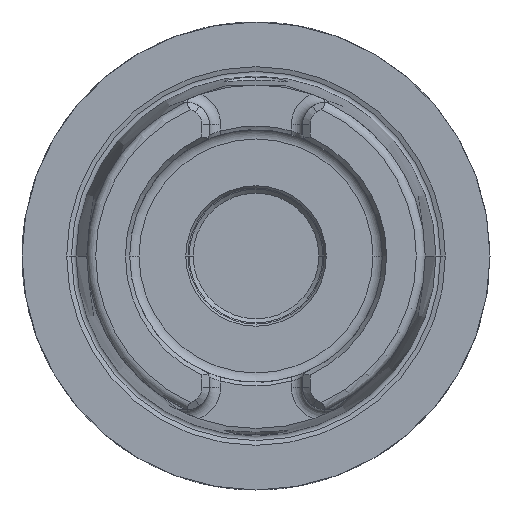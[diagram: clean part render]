
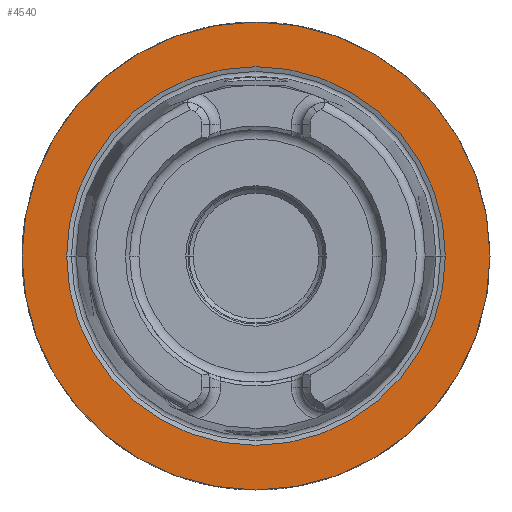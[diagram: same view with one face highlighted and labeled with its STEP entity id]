
A CAD part, left-side view. The second image highlights one B-rep face of the part: STEP entity #4540.
In plain terms, the highlighted planar face has unit normal (-1, 0, 0).
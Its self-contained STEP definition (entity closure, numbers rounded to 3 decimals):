
#1068=CARTESIAN_POINT('',(0.,0.,0.));
#1069=DIRECTION('',(1.,0.,0.));
#1070=DIRECTION('',(0.,1.,0.));
#1071=AXIS2_PLACEMENT_3D('',#1068,#1069,#1070);
#1073=CARTESIAN_POINT('',(0.,0.,0.));
#1074=DIRECTION('',(-1.,0.,0.));
#1075=DIRECTION('',(0.,1.,0.));
#1076=AXIS2_PLACEMENT_3D('',#1073,#1074,#1075);
#1078=CARTESIAN_POINT('',(0.,0.,0.));
#1079=DIRECTION('',(-1.,0.,0.));
#1080=DIRECTION('',(0.,-1.,0.));
#1081=AXIS2_PLACEMENT_3D('',#1078,#1079,#1080);
#1083=CARTESIAN_POINT('',(0.,0.,0.));
#1084=DIRECTION('',(-1.,0.,0.));
#1085=DIRECTION('',(0.,1.,0.));
#1086=AXIS2_PLACEMENT_3D('',#1083,#1084,#1085);
#2789=CARTESIAN_POINT('',(0.,31.5,0.));
#2790=CARTESIAN_POINT('',(0.,-31.5,0.));
#2791=VERTEX_POINT('',#2789);
#2792=VERTEX_POINT('',#2790);
#2817=CARTESIAN_POINT('',(0.,-25.49,0.));
#2818=VERTEX_POINT('',#2817);
#2819=CARTESIAN_POINT('',(0.,25.49,0.));
#2820=VERTEX_POINT('',#2819);
#4525=CARTESIAN_POINT('',(0.,0.,0.));
#4526=DIRECTION('',(1.,0.,0.));
#4527=DIRECTION('',(0.,-1.,0.));
#4528=AXIS2_PLACEMENT_3D('',#4525,#4526,#4527);
#4529=PLANE('',#4528);
#4531=ORIENTED_EDGE('',*,*,#4530,.T.);
#4533=ORIENTED_EDGE('',*,*,#4532,.F.);
#4534=EDGE_LOOP('',(#4531,#4533));
#4535=FACE_OUTER_BOUND('',#4534,.F.);
#4536=ORIENTED_EDGE('',*,*,#4520,.T.);
#4537=ORIENTED_EDGE('',*,*,#4504,.T.);
#4538=EDGE_LOOP('',(#4536,#4537));
#4539=FACE_BOUND('',#4538,.F.);
#4540=ADVANCED_FACE('',(#4535,#4539),#4529,.F.);
#1072=CIRCLE('',#1071,31.5);
#1077=CIRCLE('',#1076,31.5);
#1082=CIRCLE('',#1081,25.49);
#1087=CIRCLE('',#1086,25.49);
#4504=EDGE_CURVE('',#2820,#2818,#1087,.T.);
#4520=EDGE_CURVE('',#2818,#2820,#1082,.T.);
#4530=EDGE_CURVE('',#2791,#2792,#1072,.T.);
#4532=EDGE_CURVE('',#2791,#2792,#1077,.T.);
